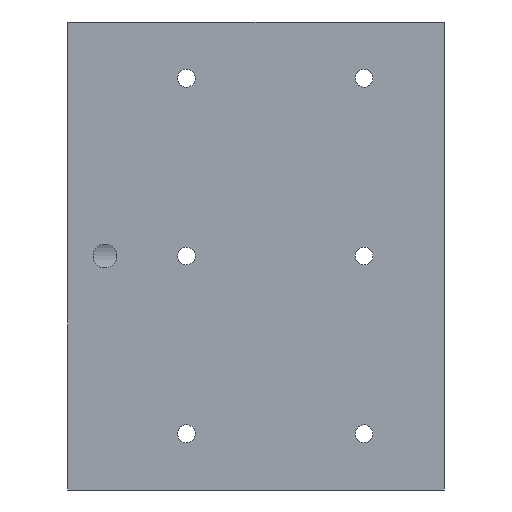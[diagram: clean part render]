
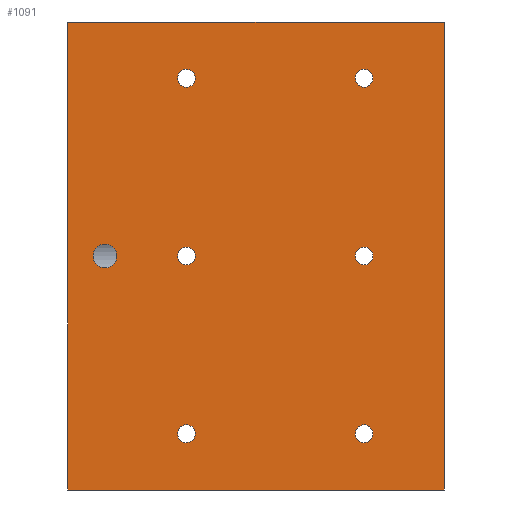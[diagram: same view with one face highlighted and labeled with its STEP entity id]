
A CAD part, front view. The second image highlights one B-rep face of the part: STEP entity #1091.
In plain terms, the highlighted planar face has unit normal (0, -1, 0).
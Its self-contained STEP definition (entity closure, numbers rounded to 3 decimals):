
#42=FACE_BOUND('',#214,.T.);
#43=FACE_BOUND('',#215,.T.);
#44=FACE_BOUND('',#216,.T.);
#45=FACE_BOUND('',#217,.T.);
#46=FACE_BOUND('',#218,.T.);
#47=FACE_BOUND('',#219,.T.);
#48=FACE_BOUND('',#220,.T.);
#80=PLANE('',#1215);
#136=FACE_OUTER_BOUND('',#213,.T.);
#213=EDGE_LOOP('',(#1007,#1008,#1009,#1010));
#214=EDGE_LOOP('',(#1011));
#215=EDGE_LOOP('',(#1012));
#216=EDGE_LOOP('',(#1013));
#217=EDGE_LOOP('',(#1014));
#218=EDGE_LOOP('',(#1015));
#219=EDGE_LOOP('',(#1016));
#220=EDGE_LOOP('',(#1017));
#248=LINE('',#1615,#352);
#278=LINE('',#1691,#382);
#304=LINE('',#1743,#408);
#309=LINE('',#1755,#413);
#352=VECTOR('',#1305,10.);
#382=VECTOR('',#1373,10.);
#408=VECTOR('',#1419,10.);
#413=VECTOR('',#1434,10.);
#448=CIRCLE('',#1153,2.);
#463=CIRCLE('',#1194,1.5);
#465=CIRCLE('',#1198,1.5);
#467=CIRCLE('',#1202,1.5);
#469=CIRCLE('',#1206,1.5);
#471=CIRCLE('',#1210,1.5);
#473=CIRCLE('',#1214,1.5);
#505=VERTEX_POINT('',#1612);
#506=VERTEX_POINT('',#1614);
#516=VERTEX_POINT('',#1643);
#533=VERTEX_POINT('',#1690);
#549=VERTEX_POINT('',#1741);
#560=VERTEX_POINT('',#1783);
#562=VERTEX_POINT('',#1791);
#564=VERTEX_POINT('',#1799);
#566=VERTEX_POINT('',#1807);
#568=VERTEX_POINT('',#1815);
#570=VERTEX_POINT('',#1823);
#614=EDGE_CURVE('',#506,#505,#248,.T.);
#628=EDGE_CURVE('',#516,#516,#448,.T.);
#652=EDGE_CURVE('',#533,#506,#278,.T.);
#679=EDGE_CURVE('',#505,#549,#304,.T.);
#685=EDGE_CURVE('',#549,#533,#309,.T.);
#699=EDGE_CURVE('',#560,#560,#463,.T.);
#703=EDGE_CURVE('',#562,#562,#465,.T.);
#707=EDGE_CURVE('',#564,#564,#467,.T.);
#711=EDGE_CURVE('',#566,#566,#469,.T.);
#715=EDGE_CURVE('',#568,#568,#471,.T.);
#719=EDGE_CURVE('',#570,#570,#473,.T.);
#1007=ORIENTED_EDGE('',*,*,#652,.T.);
#1008=ORIENTED_EDGE('',*,*,#614,.T.);
#1009=ORIENTED_EDGE('',*,*,#679,.T.);
#1010=ORIENTED_EDGE('',*,*,#685,.T.);
#1011=ORIENTED_EDGE('',*,*,#628,.T.);
#1012=ORIENTED_EDGE('',*,*,#699,.F.);
#1013=ORIENTED_EDGE('',*,*,#707,.F.);
#1014=ORIENTED_EDGE('',*,*,#703,.F.);
#1015=ORIENTED_EDGE('',*,*,#711,.F.);
#1016=ORIENTED_EDGE('',*,*,#715,.F.);
#1017=ORIENTED_EDGE('',*,*,#719,.F.);
#1091=ADVANCED_FACE('',(#136,#42,#43,#44,#45,#46,#47,#48),#80,.F.);
#1153=AXIS2_PLACEMENT_3D('',#1644,#1332,#1333);
#1194=AXIS2_PLACEMENT_3D('',#1785,#1470,#1471);
#1198=AXIS2_PLACEMENT_3D('',#1793,#1480,#1481);
#1202=AXIS2_PLACEMENT_3D('',#1801,#1490,#1491);
#1206=AXIS2_PLACEMENT_3D('',#1809,#1500,#1501);
#1210=AXIS2_PLACEMENT_3D('',#1817,#1510,#1511);
#1214=AXIS2_PLACEMENT_3D('',#1825,#1520,#1521);
#1215=AXIS2_PLACEMENT_3D('',#1826,#1522,#1523);
#1305=DIRECTION('',(0.,0.,-1.));
#1332=DIRECTION('center_axis',(0.,1.,0.));
#1333=DIRECTION('ref_axis',(1.,0.,0.));
#1373=DIRECTION('',(-1.,0.,0.));
#1419=DIRECTION('',(1.,0.,0.));
#1434=DIRECTION('',(0.,0.,1.));
#1470=DIRECTION('center_axis',(0.,-1.,0.));
#1471=DIRECTION('ref_axis',(1.,0.,0.));
#1480=DIRECTION('center_axis',(0.,-1.,0.));
#1481=DIRECTION('ref_axis',(1.,0.,0.));
#1490=DIRECTION('center_axis',(0.,-1.,0.));
#1491=DIRECTION('ref_axis',(1.,0.,0.));
#1500=DIRECTION('center_axis',(0.,-1.,0.));
#1501=DIRECTION('ref_axis',(1.,0.,0.));
#1510=DIRECTION('center_axis',(0.,-1.,0.));
#1511=DIRECTION('ref_axis',(1.,0.,0.));
#1520=DIRECTION('center_axis',(0.,-1.,0.));
#1521=DIRECTION('ref_axis',(1.,0.,0.));
#1522=DIRECTION('center_axis',(0.,1.,0.));
#1523=DIRECTION('ref_axis',(0.,0.,1.));
#1612=CARTESIAN_POINT('',(-35.,0.,-39.5));
#1614=CARTESIAN_POINT('',(-35.,0.,39.5));
#1615=CARTESIAN_POINT('',(-35.,0.,39.5));
#1643=CARTESIAN_POINT('',(-30.75,0.,0.));
#1644=CARTESIAN_POINT('Origin',(-28.75,0.,0.));
#1690=CARTESIAN_POINT('',(28.5,0.,39.5));
#1691=CARTESIAN_POINT('',(-22.5,0.,39.5));
#1741=CARTESIAN_POINT('',(28.5,0.,-39.5));
#1743=CARTESIAN_POINT('',(22.5,0.,-39.5));
#1755=CARTESIAN_POINT('',(28.5,0.,-39.5));
#1783=CARTESIAN_POINT('',(13.5,0.,30.));
#1785=CARTESIAN_POINT('Origin',(15.,0.,30.));
#1791=CARTESIAN_POINT('',(13.5,0.,0.));
#1793=CARTESIAN_POINT('Origin',(15.,0.,0.));
#1799=CARTESIAN_POINT('',(13.5,0.,-30.));
#1801=CARTESIAN_POINT('Origin',(15.,0.,-30.));
#1807=CARTESIAN_POINT('',(-16.5,0.,-30.));
#1809=CARTESIAN_POINT('Origin',(-15.,0.,-30.));
#1815=CARTESIAN_POINT('',(-16.5,0.,0.));
#1817=CARTESIAN_POINT('Origin',(-15.,0.,0.));
#1823=CARTESIAN_POINT('',(-16.5,0.,30.));
#1825=CARTESIAN_POINT('Origin',(-15.,0.,30.));
#1826=CARTESIAN_POINT('Origin',(0.,0.,0.));
